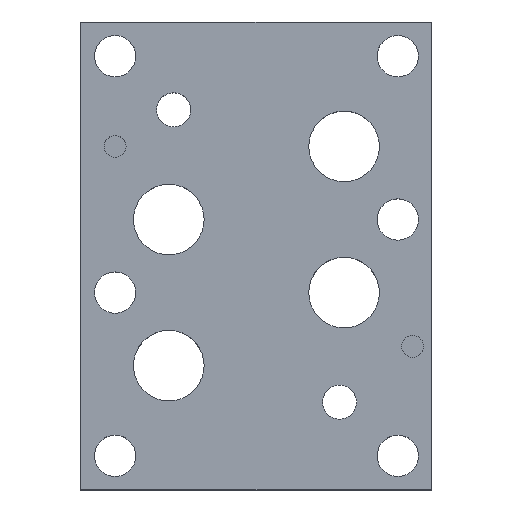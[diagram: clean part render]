
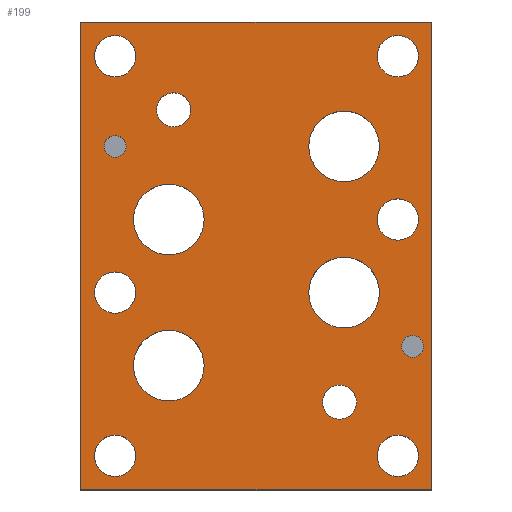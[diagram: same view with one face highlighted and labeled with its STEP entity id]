
A CAD part, top view. The second image highlights one B-rep face of the part: STEP entity #199.
In plain terms, the highlighted planar face has unit normal (0, 0, 1).
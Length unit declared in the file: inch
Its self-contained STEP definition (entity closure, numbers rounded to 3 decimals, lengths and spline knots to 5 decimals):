
#199 = ADVANCED_FACE( '', ( #563, #564, #565, #566, #567, #568, #569, #570, #571, #572, #573, #574, #575, #576, #577 ), #578, .T. );
#563 = FACE_BOUND( '', #1164, .T. );
#564 = FACE_BOUND( '', #1165, .T. );
#565 = FACE_BOUND( '', #1166, .T. );
#566 = FACE_BOUND( '', #1167, .T. );
#567 = FACE_BOUND( '', #1168, .T. );
#568 = FACE_BOUND( '', #1169, .T. );
#569 = FACE_BOUND( '', #1170, .T. );
#570 = FACE_BOUND( '', #1171, .T. );
#571 = FACE_BOUND( '', #1172, .T. );
#572 = FACE_BOUND( '', #1173, .T. );
#573 = FACE_BOUND( '', #1174, .T. );
#574 = FACE_BOUND( '', #1175, .T. );
#575 = FACE_BOUND( '', #1176, .T. );
#576 = FACE_BOUND( '', #1177, .T. );
#577 = FACE_OUTER_BOUND( '', #1178, .T. );
#578 = PLANE( '', #1179 );
#1164 = EDGE_LOOP( '', ( #1764 ) );
#1165 = EDGE_LOOP( '', ( #1765 ) );
#1166 = EDGE_LOOP( '', ( #1766 ) );
#1167 = EDGE_LOOP( '', ( #1767 ) );
#1168 = EDGE_LOOP( '', ( #1768 ) );
#1169 = EDGE_LOOP( '', ( #1769 ) );
#1170 = EDGE_LOOP( '', ( #1770 ) );
#1171 = EDGE_LOOP( '', ( #1771 ) );
#1172 = EDGE_LOOP( '', ( #1772 ) );
#1173 = EDGE_LOOP( '', ( #1773 ) );
#1174 = EDGE_LOOP( '', ( #1774 ) );
#1175 = EDGE_LOOP( '', ( #1775 ) );
#1176 = EDGE_LOOP( '', ( #1776 ) );
#1177 = EDGE_LOOP( '', ( #1777 ) );
#1178 = EDGE_LOOP( '', ( #1778, #1779, #1780, #1781 ) );
#1179 = AXIS2_PLACEMENT_3D( '', #1782, #1783, #1784 );
#1764 = ORIENTED_EDGE( '', *, *, #3287, .T. );
#1765 = ORIENTED_EDGE( '', *, *, #3288, .T. );
#1766 = ORIENTED_EDGE( '', *, *, #3289, .T. );
#1767 = ORIENTED_EDGE( '', *, *, #3290, .T. );
#1768 = ORIENTED_EDGE( '', *, *, #3291, .T. );
#1769 = ORIENTED_EDGE( '', *, *, #3292, .T. );
#1770 = ORIENTED_EDGE( '', *, *, #3293, .F. );
#1771 = ORIENTED_EDGE( '', *, *, #3294, .F. );
#1772 = ORIENTED_EDGE( '', *, *, #3295, .T. );
#1773 = ORIENTED_EDGE( '', *, *, #3296, .T. );
#1774 = ORIENTED_EDGE( '', *, *, #3297, .T. );
#1775 = ORIENTED_EDGE( '', *, *, #3298, .T. );
#1776 = ORIENTED_EDGE( '', *, *, #3299, .T. );
#1777 = ORIENTED_EDGE( '', *, *, #3300, .T. );
#1778 = ORIENTED_EDGE( '', *, *, #3301, .T. );
#1779 = ORIENTED_EDGE( '', *, *, #3302, .T. );
#1780 = ORIENTED_EDGE( '', *, *, #3303, .T. );
#1781 = ORIENTED_EDGE( '', *, *, #3304, .T. );
#1782 = CARTESIAN_POINT( '', ( 0., 0., 1. ) );
#1783 = DIRECTION( '', ( 0., 0., 1. ) );
#1784 = DIRECTION( '', ( 1., 0., 0. ) );
#3287 = EDGE_CURVE( '', #3882, #3882, #3883, .T. );
#3288 = EDGE_CURVE( '', #3884, #3884, #3885, .T. );
#3289 = EDGE_CURVE( '', #3886, #3886, #3887, .T. );
#3290 = EDGE_CURVE( '', #3888, #3888, #3889, .T. );
#3291 = EDGE_CURVE( '', #3890, #3890, #3891, .T. );
#3292 = EDGE_CURVE( '', #3892, #3892, #3893, .T. );
#3293 = EDGE_CURVE( '', #3894, #3894, #3895, .T. );
#3294 = EDGE_CURVE( '', #3896, #3896, #3897, .T. );
#3295 = EDGE_CURVE( '', #3898, #3898, #3899, .T. );
#3296 = EDGE_CURVE( '', #3900, #3900, #3901, .T. );
#3297 = EDGE_CURVE( '', #3902, #3902, #3903, .T. );
#3298 = EDGE_CURVE( '', #3904, #3904, #3905, .T. );
#3299 = EDGE_CURVE( '', #3906, #3906, #3907, .T. );
#3300 = EDGE_CURVE( '', #3908, #3908, #3909, .T. );
#3301 = EDGE_CURVE( '', #3910, #3911, #3912, .T. );
#3302 = EDGE_CURVE( '', #3911, #3913, #3914, .T. );
#3303 = EDGE_CURVE( '', #3913, #3915, #3916, .T. );
#3304 = EDGE_CURVE( '', #3915, #3910, #3917, .T. );
#3882 = VERTEX_POINT( '', #4767 );
#3883 = CIRCLE( '', #4768, 0.265 );
#3884 = VERTEX_POINT( '', #4769 );
#3885 = CIRCLE( '', #4770, 0.265 );
#3886 = VERTEX_POINT( '', #4771 );
#3887 = CIRCLE( '', #4772, 0.265 );
#3888 = VERTEX_POINT( '', #4773 );
#3889 = CIRCLE( '', #4774, 0.265 );
#3890 = VERTEX_POINT( '', #4775 );
#3891 = CIRCLE( '', #4776, 0.265 );
#3892 = VERTEX_POINT( '', #4777 );
#3893 = CIRCLE( '', #4778, 0.265 );
#3894 = VERTEX_POINT( '', #4779 );
#3895 = CIRCLE( '', #4780, 0.1405 );
#3896 = VERTEX_POINT( '', #4781 );
#3897 = CIRCLE( '', #4782, 0.1405 );
#3898 = VERTEX_POINT( '', #4783 );
#3899 = CIRCLE( '', #4784, 0.219 );
#3900 = VERTEX_POINT( '', #4785 );
#3901 = CIRCLE( '', #4786, 0.219 );
#3902 = VERTEX_POINT( '', #4787 );
#3903 = CIRCLE( '', #4788, 0.453 );
#3904 = VERTEX_POINT( '', #4789 );
#3905 = CIRCLE( '', #4790, 0.453 );
#3906 = VERTEX_POINT( '', #4791 );
#3907 = CIRCLE( '', #4792, 0.453 );
#3908 = VERTEX_POINT( '', #4793 );
#3909 = CIRCLE( '', #4794, 0.453 );
#3910 = VERTEX_POINT( '', #4795 );
#3911 = VERTEX_POINT( '', #4796 );
#3912 = LINE( '', #4797, #4798 );
#3913 = VERTEX_POINT( '', #4799 );
#3914 = LINE( '', #4800, #4801 );
#3915 = VERTEX_POINT( '', #4802 );
#3916 = LINE( '', #4803, #4804 );
#3917 = LINE( '', #4805, #4806 );
#4767 = CARTESIAN_POINT( '', ( 0.178, 2.53, 1. ) );
#4768 = AXIS2_PLACEMENT_3D( '', #5940, #5941, #5942 );
#4769 = CARTESIAN_POINT( '', ( 3.804, 3.467, 1. ) );
#4770 = AXIS2_PLACEMENT_3D( '', #5943, #5944, #5945 );
#4771 = CARTESIAN_POINT( '', ( 3.804, 0.436, 1. ) );
#4772 = AXIS2_PLACEMENT_3D( '', #5946, #5947, #5948 );
#4773 = CARTESIAN_POINT( '', ( 0.178, 0.436, 1. ) );
#4774 = AXIS2_PLACEMENT_3D( '', #5949, #5950, #5951 );
#4775 = CARTESIAN_POINT( '', ( 0.178, 5.562, 1. ) );
#4776 = AXIS2_PLACEMENT_3D( '', #5952, #5953, #5954 );
#4777 = CARTESIAN_POINT( '', ( 3.804, 5.562, 1. ) );
#4778 = AXIS2_PLACEMENT_3D( '', #5955, #5956, #5957 );
#4779 = CARTESIAN_POINT( '', ( 0.5835, 4.404, 1. ) );
#4780 = AXIS2_PLACEMENT_3D( '', #5958, #5959, #5960 );
#4781 = CARTESIAN_POINT( '', ( 4.3985, 1.841, 1. ) );
#4782 = AXIS2_PLACEMENT_3D( '', #5961, #5962, #5963 );
#4783 = CARTESIAN_POINT( '', ( 3.102, 1.125, 1. ) );
#4784 = AXIS2_PLACEMENT_3D( '', #5964, #5965, #5966 );
#4785 = CARTESIAN_POINT( '', ( 0.976, 4.873, 1. ) );
#4786 = AXIS2_PLACEMENT_3D( '', #5967, #5968, #5969 );
#4787 = CARTESIAN_POINT( '', ( 0.679, 1.593, 1. ) );
#4788 = AXIS2_PLACEMENT_3D( '', #5970, #5971, #5972 );
#4789 = CARTESIAN_POINT( '', ( 2.927, 4.404, 1. ) );
#4790 = AXIS2_PLACEMENT_3D( '', #5973, #5974, #5975 );
#4791 = CARTESIAN_POINT( '', ( 0.679, 3.467, 1. ) );
#4792 = AXIS2_PLACEMENT_3D( '', #5976, #5977, #5978 );
#4793 = CARTESIAN_POINT( '', ( 2.927, 2.53, 1. ) );
#4794 = AXIS2_PLACEMENT_3D( '', #5979, #5980, #5981 );
#4795 = CARTESIAN_POINT( '', ( 4.5, 6., 1. ) );
#4796 = CARTESIAN_POINT( '', ( 0., 6., 1. ) );
#4797 = CARTESIAN_POINT( '', ( 4.5, 6., 1. ) );
#4798 = VECTOR( '', #5982, 39.37008 );
#4799 = CARTESIAN_POINT( '', ( 0., 0., 1. ) );
#4800 = CARTESIAN_POINT( '', ( 0., 6., 1. ) );
#4801 = VECTOR( '', #5983, 39.37008 );
#4802 = CARTESIAN_POINT( '', ( 4.5, 0., 1. ) );
#4803 = CARTESIAN_POINT( '', ( 0., 0., 1. ) );
#4804 = VECTOR( '', #5984, 39.37008 );
#4805 = CARTESIAN_POINT( '', ( 4.5, 0., 1. ) );
#4806 = VECTOR( '', #5985, 39.37008 );
#5940 = CARTESIAN_POINT( '', ( 0.443, 2.53, 1. ) );
#5941 = DIRECTION( '', ( 0., 0., -1. ) );
#5942 = DIRECTION( '', ( -1., 0., 0. ) );
#5943 = CARTESIAN_POINT( '', ( 4.069, 3.467, 1. ) );
#5944 = DIRECTION( '', ( 0., 0., -1. ) );
#5945 = DIRECTION( '', ( -1., 0., 0. ) );
#5946 = CARTESIAN_POINT( '', ( 4.069, 0.436, 1. ) );
#5947 = DIRECTION( '', ( 0., 0., -1. ) );
#5948 = DIRECTION( '', ( -1., 0., 0. ) );
#5949 = CARTESIAN_POINT( '', ( 0.443, 0.436, 1. ) );
#5950 = DIRECTION( '', ( 0., 0., -1. ) );
#5951 = DIRECTION( '', ( -1., 0., 0. ) );
#5952 = CARTESIAN_POINT( '', ( 0.443, 5.562, 1. ) );
#5953 = DIRECTION( '', ( 0., 0., -1. ) );
#5954 = DIRECTION( '', ( -1., 0., 0. ) );
#5955 = CARTESIAN_POINT( '', ( 4.069, 5.562, 1. ) );
#5956 = DIRECTION( '', ( 0., 0., -1. ) );
#5957 = DIRECTION( '', ( -1., 0., 0. ) );
#5958 = CARTESIAN_POINT( '', ( 0.443, 4.404, 1. ) );
#5959 = DIRECTION( '', ( 0., 0., 1. ) );
#5960 = DIRECTION( '', ( 1., 0., 0. ) );
#5961 = CARTESIAN_POINT( '', ( 4.258, 1.841, 1. ) );
#5962 = DIRECTION( '', ( 0., 0., 1. ) );
#5963 = DIRECTION( '', ( 1., 0., 0. ) );
#5964 = CARTESIAN_POINT( '', ( 3.321, 1.125, 1. ) );
#5965 = DIRECTION( '', ( 0., 0., -1. ) );
#5966 = DIRECTION( '', ( -1., 0., 0. ) );
#5967 = CARTESIAN_POINT( '', ( 1.195, 4.873, 1. ) );
#5968 = DIRECTION( '', ( 0., 0., -1. ) );
#5969 = DIRECTION( '', ( -1., 0., 0. ) );
#5970 = CARTESIAN_POINT( '', ( 1.132, 1.593, 1. ) );
#5971 = DIRECTION( '', ( 0., 0., -1. ) );
#5972 = DIRECTION( '', ( -1., 0., 0. ) );
#5973 = CARTESIAN_POINT( '', ( 3.38, 4.404, 1. ) );
#5974 = DIRECTION( '', ( 0., 0., -1. ) );
#5975 = DIRECTION( '', ( -1., 0., 0. ) );
#5976 = CARTESIAN_POINT( '', ( 1.132, 3.467, 1. ) );
#5977 = DIRECTION( '', ( 0., 0., -1. ) );
#5978 = DIRECTION( '', ( -1., 0., 0. ) );
#5979 = CARTESIAN_POINT( '', ( 3.38, 2.53, 1. ) );
#5980 = DIRECTION( '', ( 0., 0., -1. ) );
#5981 = DIRECTION( '', ( -1., 0., 0. ) );
#5982 = DIRECTION( '', ( -1., 0., 0. ) );
#5983 = DIRECTION( '', ( 0., -1., 0. ) );
#5984 = DIRECTION( '', ( 1., 0., 0. ) );
#5985 = DIRECTION( '', ( 0., 1., 0. ) );
